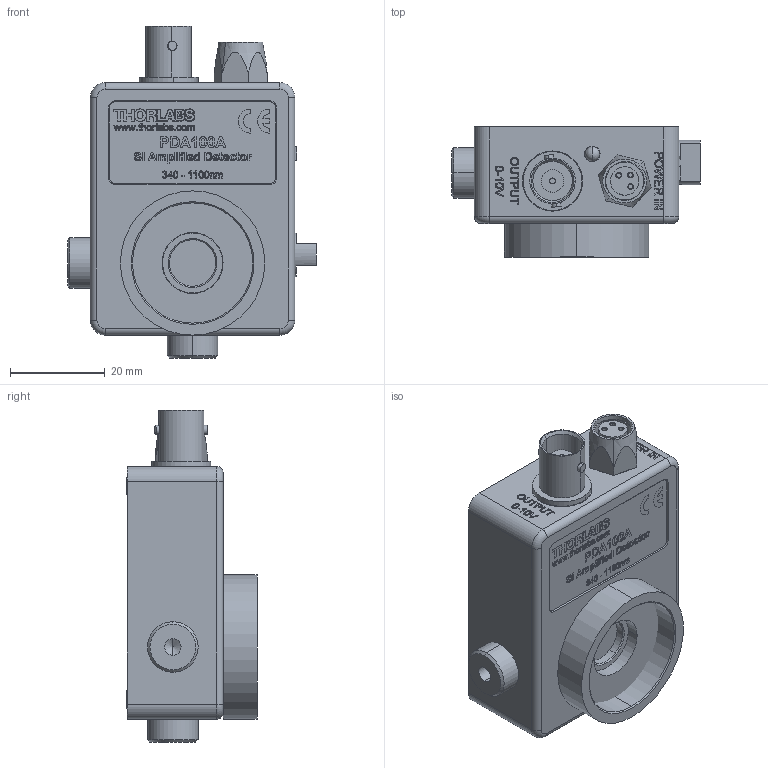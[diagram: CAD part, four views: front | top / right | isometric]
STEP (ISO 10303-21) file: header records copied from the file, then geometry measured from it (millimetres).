
FILE_DESCRIPTION (( 'STEP AP214' ), '1' );
FILE_NAME ('13055-E0W.STEP', '2012-09-27T15:51:48', ( 'Admin' ), ( '' ), 'SwSTEP 2.0', 'SolidWorks 2011', '' );
FILE_SCHEMA (( 'AUTOMOTIVE_DESIGN' ));
Length unit declared in the file: millimetre
Products named in the file (1): 13055-E0W
Bounding box: 52.58 x 27.47 x 70.12 mm (x, y, z)
Volume: 25457.7 mm3; surface area: 29915.3 mm2
Topology: 48 solids, 48 shells, 3428 faces, 8682 edges, 5445 vertices
Faces by surface type: plane 1676, cylinder 837, bspline 787, cone 112, torus 14, sphere 2
Entity records: 176828 total; most frequent: CARTESIAN_POINT 61454, ORIENTED_EDGE 17038, DIRECTION 13736, EDGE_CURVE 8519, VERTEX_POINT 5443, LINE 5374, VECTOR 5374, AXIS2_PLACEMENT_3D 4181
